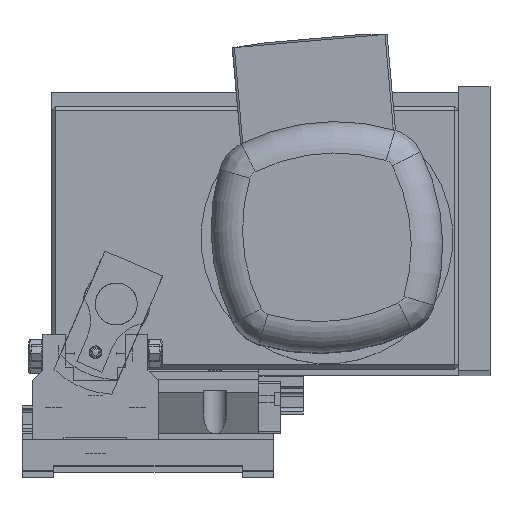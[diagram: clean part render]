
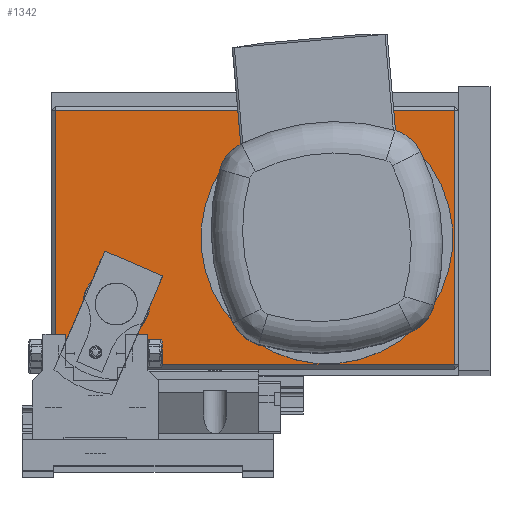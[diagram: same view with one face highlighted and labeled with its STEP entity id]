
A CAD part, top view. The second image highlights one B-rep face of the part: STEP entity #1342.
In plain terms, the highlighted planar face has unit normal (0, 0, 1).
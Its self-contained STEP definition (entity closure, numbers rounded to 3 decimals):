
#869=CARTESIAN_POINT('',(101.621,24.198,40.0));
#870=VERTEX_POINT('',#869);
#871=CARTESIAN_POINT('',(99.163,24.198,40.0));
#872=DIRECTION('',(0.0,0.0,-1.0));
#873=DIRECTION('',(1.0,0.0,0.0));
#874=AXIS2_PLACEMENT_3D('',#871,#872,#873);
#875=CIRCLE('',#874,2.459);
#876=EDGE_CURVE('',#870,#870,#875,.T.);
#899=CARTESIAN_POINT('',(2.,123.0,40.0));
#900=VERTEX_POINT('',#899);
#923=CARTESIAN_POINT('',(192.,123.,40.0));
#924=VERTEX_POINT('',#923);
#961=CARTESIAN_POINT('',(2.,2.,40.0));
#962=VERTEX_POINT('',#961);
#985=CARTESIAN_POINT('',(192.,2.,40.0));
#986=VERTEX_POINT('',#985);
#1016=CARTESIAN_POINT('',(192.,2.,40.0));
#1017=DIRECTION('',(-1.0,0.0,0.0));
#1018=VECTOR('',#1017,190.);
#1019=LINE('',#1016,#1018);
#1020=EDGE_CURVE('',#986,#962,#1019,.T.);
#1062=CARTESIAN_POINT('',(192.,123.,40.0));
#1063=DIRECTION('',(0.0,-1.0,0.0));
#1064=VECTOR('',#1063,121.);
#1065=LINE('',#1062,#1064);
#1066=EDGE_CURVE('',#924,#986,#1065,.T.);
#1108=CARTESIAN_POINT('',(2.,2.,40.0));
#1109=DIRECTION('',(0.0,1.0,0.0));
#1110=VECTOR('',#1109,121.0);
#1111=LINE('',#1108,#1110);
#1112=EDGE_CURVE('',#962,#900,#1111,.T.);
#1161=CARTESIAN_POINT('',(2.,123.0,40.0));
#1162=DIRECTION('',(1.0,0.0,0.0));
#1163=VECTOR('',#1162,190.);
#1164=LINE('',#1161,#1163);
#1165=EDGE_CURVE('',#900,#924,#1164,.T.);
#1273=CARTESIAN_POINT('',(97.,62.5,40.0));
#1274=DIRECTION('',(0.0,0.0,1.0));
#1275=DIRECTION('',(1.0,0.0,0.0));
#1276=AXIS2_PLACEMENT_3D('',#1273,#1274,#1275);
#1277=PLANE('',#1276);
#1278=ORIENTED_EDGE('',*,*,#1020,.F.);
#1279=ORIENTED_EDGE('',*,*,#1066,.F.);
#1280=ORIENTED_EDGE('',*,*,#1165,.F.);
#1281=ORIENTED_EDGE('',*,*,#1112,.F.);
#1282=EDGE_LOOP('',(#1278,#1279,#1280,#1281));
#1283=FACE_OUTER_BOUND('',#1282,.T.);
#1284=ORIENTED_EDGE('',*,*,#876,.T.);
#1285=EDGE_LOOP('',(#1284));
#1286=FACE_BOUND('',#1285,.T.);
#1287=CARTESIAN_POINT('',(15.,31.0,40.0));
#1288=VERTEX_POINT('',#1287);
#1289=CARTESIAN_POINT('',(31.,31.0,40.0));
#1290=DIRECTION('',(0.0,0.0,-1.0));
#1291=DIRECTION('',(1.0,0.0,0.0));
#1292=AXIS2_PLACEMENT_3D('',#1289,#1290,#1291);
#1293=CIRCLE('',#1292,16.0);
#1294=EDGE_CURVE('',#1288,#1288,#1293,.T.);
#1295=ORIENTED_EDGE('',*,*,#1294,.T.);
#1296=EDGE_LOOP('',(#1295));
#1297=FACE_BOUND('',#1296,.T.);
#1298=CARTESIAN_POINT('',(171.302,62.5,40.0));
#1299=VERTEX_POINT('',#1298);
#1300=CARTESIAN_POINT('',(131.302,62.5,40.0));
#1301=DIRECTION('',(0.0,0.0,-1.0));
#1302=DIRECTION('',(-1.0,0.0,0.0));
#1303=AXIS2_PLACEMENT_3D('',#1300,#1301,#1302);
#1304=CIRCLE('',#1303,40.0);
#1305=EDGE_CURVE('',#1299,#1299,#1304,.T.);
#1306=ORIENTED_EDGE('',*,*,#1305,.T.);
#1307=EDGE_LOOP('',(#1306));
#1308=FACE_BOUND('',#1307,.T.);
#1309=CARTESIAN_POINT('',(172.063,30.361,40.0));
#1310=VERTEX_POINT('',#1309);
#1311=CARTESIAN_POINT('',(169.604,30.361,40.0));
#1312=DIRECTION('',(0.0,0.0,-1.0));
#1313=DIRECTION('',(1.0,0.0,0.0));
#1314=AXIS2_PLACEMENT_3D('',#1311,#1312,#1313);
#1315=CIRCLE('',#1314,2.459);
#1316=EDGE_CURVE('',#1310,#1310,#1315,.T.);
#1317=ORIENTED_EDGE('',*,*,#1316,.T.);
#1318=EDGE_LOOP('',(#1317));
#1319=FACE_BOUND('',#1318,.T.);
#1320=CARTESIAN_POINT('',(90.541,94.639,40.0));
#1321=VERTEX_POINT('',#1320);
#1322=CARTESIAN_POINT('',(93.,94.639,40.0));
#1323=DIRECTION('',(0.0,0.0,-1.0));
#1324=DIRECTION('',(-1.0,0.0,0.0));
#1325=AXIS2_PLACEMENT_3D('',#1322,#1323,#1324);
#1326=CIRCLE('',#1325,2.459);
#1327=EDGE_CURVE('',#1321,#1321,#1326,.T.);
#1328=ORIENTED_EDGE('',*,*,#1327,.T.);
#1329=EDGE_LOOP('',(#1328));
#1330=FACE_BOUND('',#1329,.T.);
#1331=CARTESIAN_POINT('',(163.442,103.261,40.0));
#1332=VERTEX_POINT('',#1331);
#1333=CARTESIAN_POINT('',(163.442,100.802,40.0));
#1334=DIRECTION('',(0.0,0.0,-1.0));
#1335=DIRECTION('',(0.0,1.0,0.0));
#1336=AXIS2_PLACEMENT_3D('',#1333,#1334,#1335);
#1337=CIRCLE('',#1336,2.459);
#1338=EDGE_CURVE('',#1332,#1332,#1337,.T.);
#1339=ORIENTED_EDGE('',*,*,#1338,.T.);
#1340=EDGE_LOOP('',(#1339));
#1341=FACE_BOUND('',#1340,.T.);
#1342=ADVANCED_FACE('',(#1283,#1286,#1297,#1308,#1319,#1330,#1341),#1277,.T.);
